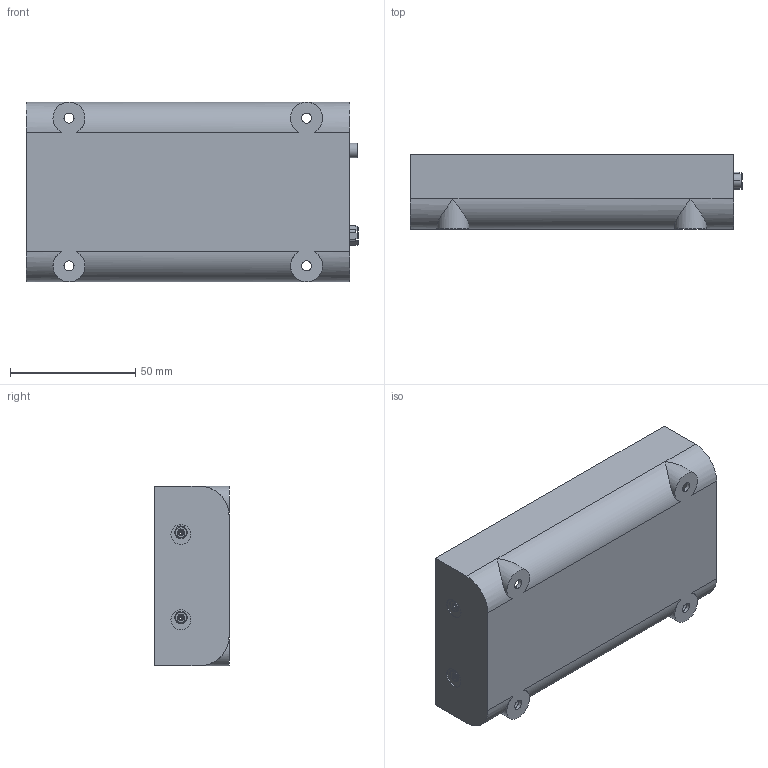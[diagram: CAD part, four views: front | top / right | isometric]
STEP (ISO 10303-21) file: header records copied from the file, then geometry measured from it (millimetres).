
FILE_DESCRIPTION (( 'STEP AP214' ), '1' );
FILE_NAME ('BC24DSF.STEP', '2019-11-24T07:05:21', ( '' ), ( '' ), 'SwSTEP 2.0', 'SolidWorks 2016', '' );
FILE_SCHEMA (( 'AUTOMOTIVE_DESIGN' ));
Length unit declared in the file: millimetre
Products named in the file (1): BC24DSF
Bounding box: 132.41 x 29.6 x 71.7 mm (x, y, z)
Volume: 36876.6 mm3; surface area: 43407.6 mm2
Topology: 6 solids, 6 shells, 289 faces, 706 edges, 448 vertices
Faces by surface type: cylinder 126, plane 119, torus 40, bspline 4
Entity records: 12489 total; most frequent: CARTESIAN_POINT 5350, DIRECTION 1560, ORIENTED_EDGE 1412, EDGE_CURVE 706, AXIS2_PLACEMENT_3D 598, VERTEX_POINT 448, VECTOR 364, LINE 364
